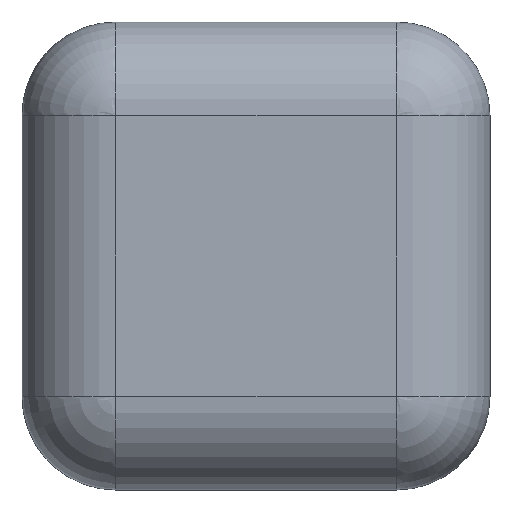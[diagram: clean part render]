
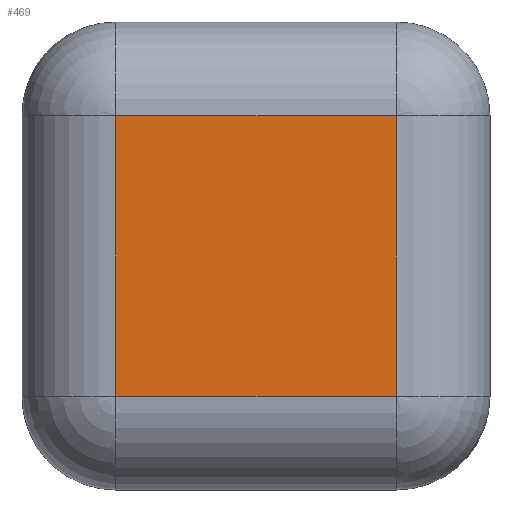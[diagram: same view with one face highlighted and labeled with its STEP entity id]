
A CAD part, left-side view. The second image highlights one B-rep face of the part: STEP entity #469.
In plain terms, the highlighted planar face has unit normal (-1, 0, 0).
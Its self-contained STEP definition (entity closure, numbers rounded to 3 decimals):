
#7=CARTESIAN_POINT('',(-50.0,30.0,-30.0));
#8=VERTEX_POINT('',#7);
#18=CARTESIAN_POINT('',(-50.0,30.0,30.0));
#19=VERTEX_POINT('',#18);
#20=CARTESIAN_POINT('',(-50.0,30.0,30.0));
#21=DIRECTION('',(0.0,0.0,-1.0));
#22=VECTOR('',#21,60.0);
#23=LINE('',#20,#22);
#24=EDGE_CURVE('',#19,#8,#23,.T.);
#66=CARTESIAN_POINT('',(-50.0,-30.0,30.0));
#67=VERTEX_POINT('',#66);
#68=CARTESIAN_POINT('',(-50.0,30.0,30.0));
#69=DIRECTION('',(0.0,-1.0,0.0));
#70=VECTOR('',#69,60.0);
#71=LINE('',#68,#70);
#72=EDGE_CURVE('',#19,#67,#71,.T.);
#296=CARTESIAN_POINT('',(-50.0,-30.0,-30.0));
#297=VERTEX_POINT('',#296);
#298=CARTESIAN_POINT('',(-50.0,-30.0,30.0));
#299=DIRECTION('',(0.0,0.0,-1.0));
#300=VECTOR('',#299,60.0);
#301=LINE('',#298,#300);
#302=EDGE_CURVE('',#67,#297,#301,.T.);
#328=CARTESIAN_POINT('',(-50.0,30.0,-30.0));
#329=DIRECTION('',(0.0,-1.0,0.0));
#330=VECTOR('',#329,60.0);
#331=LINE('',#328,#330);
#332=EDGE_CURVE('',#8,#297,#331,.T.);
#458=CARTESIAN_POINT('',(-50.0,-50.0,-50.0));
#459=DIRECTION('',(1.0,0.0,0.0));
#460=DIRECTION('',(0.0,1.0,0.0));
#461=AXIS2_PLACEMENT_3D('',#458,#459,#460);
#462=PLANE('',#461);
#463=ORIENTED_EDGE('',*,*,#302,.F.);
#464=ORIENTED_EDGE('',*,*,#72,.F.);
#465=ORIENTED_EDGE('',*,*,#24,.T.);
#466=ORIENTED_EDGE('',*,*,#332,.T.);
#467=EDGE_LOOP('',(#463,#464,#465,#466));
#468=FACE_OUTER_BOUND('',#467,.T.);
#469=ADVANCED_FACE('',(#468),#462,.F.);
